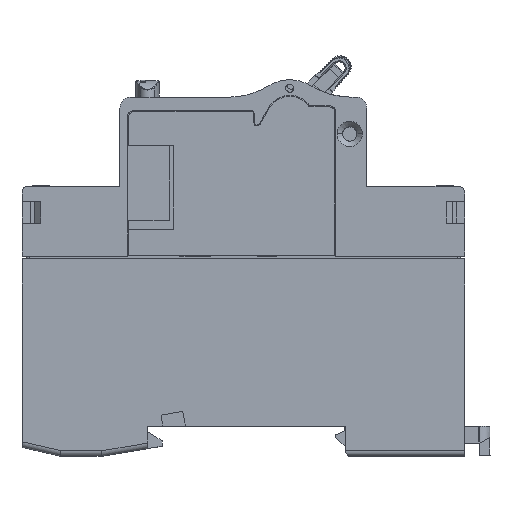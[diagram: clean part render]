
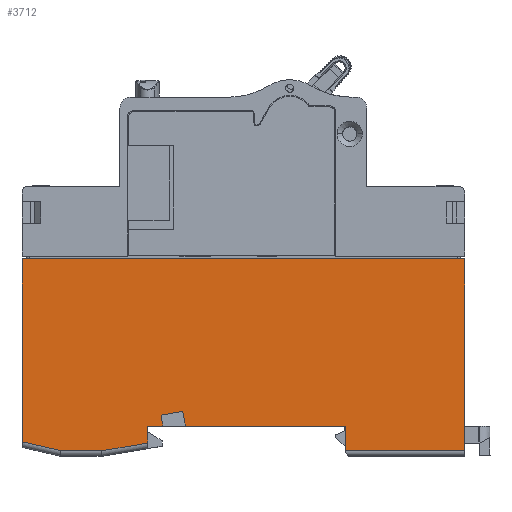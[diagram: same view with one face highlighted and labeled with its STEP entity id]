
A CAD part, front view. The second image highlights one B-rep face of the part: STEP entity #3712.
In plain terms, the highlighted planar face has unit normal (0, -1, 0).
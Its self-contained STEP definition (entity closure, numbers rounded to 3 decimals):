
#3712=ADVANCED_FACE('',(#6237),#5153,.F.);
#5153=PLANE('',#38662);
#6237=FACE_OUTER_BOUND('',#7760,.T.);
#7760=EDGE_LOOP('',(#10892,#10893,#10894,#10895,#10896,#10897,#10898,#10899,
#10900,#10901,#10902,#10903,#10904,#10905));
#10892=ORIENTED_EDGE('',*,*,#23687,.F.);
#10893=ORIENTED_EDGE('',*,*,#23982,.T.);
#10894=ORIENTED_EDGE('',*,*,#24450,.T.);
#10895=ORIENTED_EDGE('',*,*,#24445,.F.);
#10896=ORIENTED_EDGE('',*,*,#24442,.F.);
#10897=ORIENTED_EDGE('',*,*,#24150,.F.);
#10898=ORIENTED_EDGE('',*,*,#23656,.T.);
#10899=ORIENTED_EDGE('',*,*,#23599,.T.);
#10900=ORIENTED_EDGE('',*,*,#24221,.F.);
#10901=ORIENTED_EDGE('',*,*,#24420,.F.);
#10902=ORIENTED_EDGE('',*,*,#24216,.F.);
#10903=ORIENTED_EDGE('',*,*,#23595,.T.);
#10904=ORIENTED_EDGE('',*,*,#24212,.F.);
#10905=ORIENTED_EDGE('',*,*,#24184,.F.);
#18837=VERTEX_POINT('',#51922);
#18838=VERTEX_POINT('',#51924);
#18841=VERTEX_POINT('',#51930);
#18842=VERTEX_POINT('',#51932);
#18890=VERTEX_POINT('',#52041);
#18913=VERTEX_POINT('',#52104);
#18914=VERTEX_POINT('',#52106);
#19119=VERTEX_POINT('',#52707);
#19238=VERTEX_POINT('',#53066);
#19259=VERTEX_POINT('',#53137);
#19279=VERTEX_POINT('',#53204);
#19282=VERTEX_POINT('',#53212);
#19406=VERTEX_POINT('',#53673);
#19407=VERTEX_POINT('',#53680);
#23595=EDGE_CURVE('',#18838,#18837,#29780,.T.);
#23599=EDGE_CURVE('',#18842,#18841,#29784,.T.);
#23656=EDGE_CURVE('',#18890,#18842,#29831,.T.);
#23687=EDGE_CURVE('',#18913,#18914,#29859,.T.);
#23982=EDGE_CURVE('',#18913,#19119,#30072,.T.);
#24150=EDGE_CURVE('',#18890,#19238,#30192,.T.);
#24184=EDGE_CURVE('',#18914,#19259,#30223,.T.);
#24212=EDGE_CURVE('',#19259,#18837,#30247,.T.);
#24216=EDGE_CURVE('',#18838,#19279,#30251,.T.);
#24221=EDGE_CURVE('',#19282,#18841,#30256,.T.);
#24420=EDGE_CURVE('',#19279,#19282,#30435,.T.);
#24442=EDGE_CURVE('',#19238,#19406,#30454,.T.);
#24445=EDGE_CURVE('',#19406,#19407,#30456,.T.);
#24450=EDGE_CURVE('',#19119,#19407,#30461,.T.);
#29780=LINE('',#51923,#33995);
#29784=LINE('',#51931,#33999);
#29831=LINE('',#52040,#34046);
#29859=LINE('',#52105,#34074);
#30072=LINE('',#52706,#34287);
#30192=LINE('',#53065,#34407);
#30223=LINE('',#53139,#34438);
#30247=LINE('',#53195,#34462);
#30251=LINE('',#53203,#34466);
#30256=LINE('',#53213,#34471);
#30435=LINE('',#53626,#34650);
#30454=LINE('',#53674,#34669);
#30456=LINE('',#53683,#34671);
#30461=LINE('',#53694,#34676);
#33995=VECTOR('',#41339,1.);
#33999=VECTOR('',#41343,1.);
#34046=VECTOR('',#41418,1.);
#34074=VECTOR('',#41456,1.);
#34287=VECTOR('',#42003,1.);
#34407=VECTOR('',#42315,1.);
#34438=VECTOR('',#42372,1.);
#34462=VECTOR('',#42426,1.);
#34466=VECTOR('',#42434,1.);
#34471=VECTOR('',#42441,1.);
#34650=VECTOR('',#42816,1.);
#34669=VECTOR('',#42861,1.);
#34671=VECTOR('',#42865,1.);
#34676=VECTOR('',#42874,1.);
#38662=AXIS2_PLACEMENT_3D('',#53695,#42875,#42876);
#41339=DIRECTION('',(1.,0.,0.));
#41343=DIRECTION('',(1.,0.,0.));
#41418=DIRECTION('',(0.,0.,1.));
#41456=DIRECTION('',(0.,0.,-1.));
#42003=DIRECTION('',(-1.,0.,0.));
#42315=DIRECTION('',(-0.986,0.,-0.165));
#42372=DIRECTION('',(-1.,0.,0.));
#42426=DIRECTION('',(0.,0.,1.));
#42434=DIRECTION('',(-0.174,0.,0.985));
#42441=DIRECTION('',(0.174,0.,-0.985));
#42816=DIRECTION('',(-0.985,0.,-0.174));
#42861=DIRECTION('',(-1.,0.,0.));
#42865=DIRECTION('',(-0.974,0.,0.225));
#42874=DIRECTION('',(0.,0.,-1.));
#42875=DIRECTION('',(0.,1.,0.));
#42876=DIRECTION('',(-1.,0.,0.));
#51922=CARTESIAN_POINT('',(13.354,3.679,-46.048));
#51923=CARTESIAN_POINT('',(-24.248,3.679,-46.048));
#51924=CARTESIAN_POINT('',(-15.755,3.679,-46.048));
#51930=CARTESIAN_POINT('',(-19.848,3.679,-46.048));
#51931=CARTESIAN_POINT('',(-24.248,3.679,-46.048));
#51932=CARTESIAN_POINT('',(-22.648,3.679,-46.048));
#52040=CARTESIAN_POINT('',(-22.648,3.679,-46.048));
#52041=CARTESIAN_POINT('',(-22.648,3.679,-49.145));
#52104=CARTESIAN_POINT('',(35.152,3.679,-15.548));
#52105=CARTESIAN_POINT('',(35.152,3.679,-44.657));
#52106=CARTESIAN_POINT('',(35.152,3.679,-50.547));
#52706=CARTESIAN_POINT('',(-9.12,3.679,-15.548));
#52707=CARTESIAN_POINT('',(-45.548,3.679,-15.548));
#53065=CARTESIAN_POINT('',(-22.648,3.679,-49.145));
#53066=CARTESIAN_POINT('',(-31.031,3.679,-50.548));
#53137=CARTESIAN_POINT('',(13.354,3.679,-50.547));
#53139=CARTESIAN_POINT('',(35.302,3.679,-50.547));
#53195=CARTESIAN_POINT('',(13.354,3.679,-46.048));
#53203=CARTESIAN_POINT('',(-15.755,3.679,-46.048));
#53204=CARTESIAN_POINT('',(-16.231,3.679,-43.348));
#53212=CARTESIAN_POINT('',(-20.201,3.679,-44.048));
#53213=CARTESIAN_POINT('',(-20.201,3.679,-44.048));
#53626=CARTESIAN_POINT('',(-16.231,3.679,-43.348));
#53673=CARTESIAN_POINT('',(-38.434,3.679,-50.548));
#53674=CARTESIAN_POINT('',(35.302,3.679,-50.548));
#53680=CARTESIAN_POINT('',(-45.548,3.679,-48.906));
#53683=CARTESIAN_POINT('',(-38.434,3.679,-50.548));
#53694=CARTESIAN_POINT('',(-45.548,3.679,-16.048));
#53695=CARTESIAN_POINT('',(35.302,3.679,-51.548));
